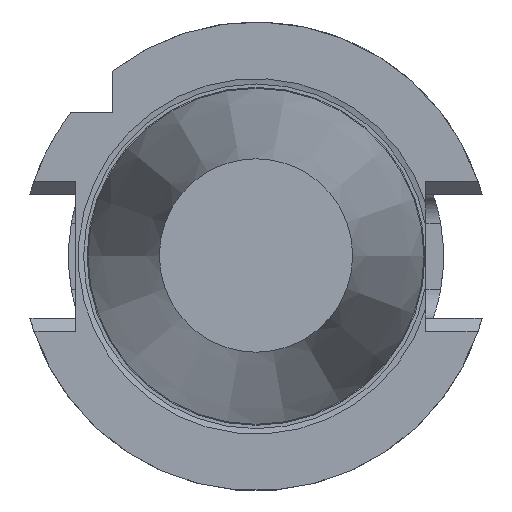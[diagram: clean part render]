
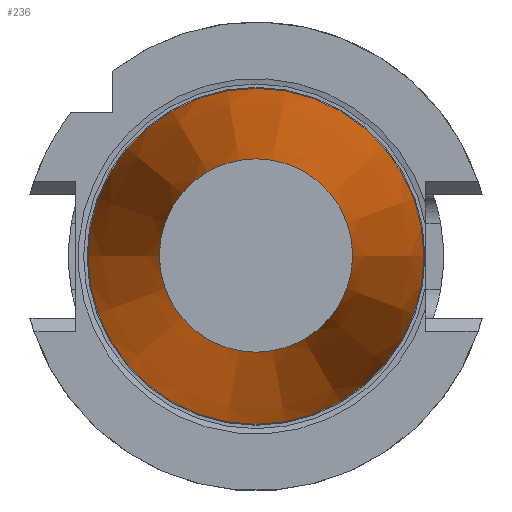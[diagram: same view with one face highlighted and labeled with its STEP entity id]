
A CAD part, top view. The second image highlights one B-rep face of the part: STEP entity #236.
In plain terms, the highlighted conical face has half-angle 8.298 degrees and reference radius 20.107 mm.
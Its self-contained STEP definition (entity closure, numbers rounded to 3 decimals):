
#110=CONICAL_SURFACE('',#1343,20.107,8.298);
#236=ADVANCED_FACE('CU_FL_CO_SU_1',(#537,#538),#110,.T.);
#537=FACE_BOUND('',#581,.T.);
#538=FACE_BOUND('',#582,.T.);
#581=EDGE_LOOP('',(#715));
#582=EDGE_LOOP('',(#716));
#715=ORIENTED_EDGE('',*,*,#1133,.T.);
#716=ORIENTED_EDGE('',*,*,#1134,.F.);
#1008=VERTEX_POINT('',#1896);
#1009=VERTEX_POINT('',#1899);
#1133=EDGE_CURVE('',#1008,#1008,#1269,.T.);
#1134=EDGE_CURVE('',#1009,#1009,#1270,.T.);
#1269=CIRCLE('',#1340,20.107);
#1270=CIRCLE('',#1342,34.925);
#1340=AXIS2_PLACEMENT_3D('',#1895,#1528,#1529);
#1342=AXIS2_PLACEMENT_3D('',#1898,#1532,#1533);
#1343=AXIS2_PLACEMENT_3D('',#1900,#1534,#1535);
#1528=DIRECTION('',(0.0,0.0,-1.0));
#1529=DIRECTION('',(-1.0,0.0,0.0));
#1532=DIRECTION('',(0.0,0.0,-1.0));
#1533=DIRECTION('',(-1.0,0.0,0.0));
#1534=DIRECTION('',(0.0,0.0,-1.0));
#1535=DIRECTION('',(-1.0,0.0,0.));
#1895=CARTESIAN_POINT('',(0.0,0.0,101.6));
#1896=CARTESIAN_POINT('',(-20.107,0.0,101.6));
#1898=CARTESIAN_POINT('',(0.0,0.0,0.0));
#1899=CARTESIAN_POINT('',(-34.925,0.0,0.0));
#1900=CARTESIAN_POINT('',(0.0,0.0,101.6));
